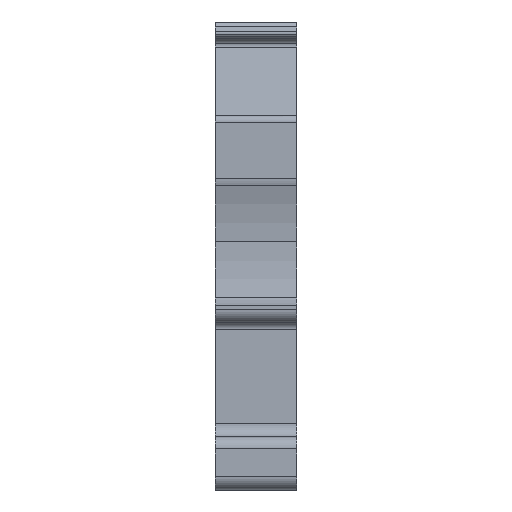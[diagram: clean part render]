
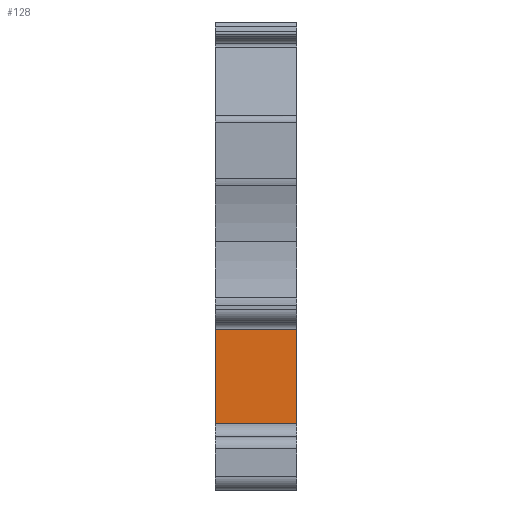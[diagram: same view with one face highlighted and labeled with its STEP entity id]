
A CAD part, front view. The second image highlights one B-rep face of the part: STEP entity #128.
In plain terms, the highlighted planar face has unit normal (0, -1, 0).
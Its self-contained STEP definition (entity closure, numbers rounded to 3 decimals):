
#128=ADVANCED_FACE('',(#406),#407,.T.);
#406=FACE_OUTER_BOUND('',#793,.T.);
#407=PLANE('',#794);
#793=EDGE_LOOP('',(#1873,#1874,#1875,#1876));
#794=AXIS2_PLACEMENT_3D('',#1877,#1878,#1879);
#1873=ORIENTED_EDGE('',*,*,#2880,.T.);
#1874=ORIENTED_EDGE('',*,*,#3055,.F.);
#1875=ORIENTED_EDGE('',*,*,#2753,.F.);
#1876=ORIENTED_EDGE('',*,*,#3054,.F.);
#1877=CARTESIAN_POINT('',(0.5,-43.8,-8.744));
#1878=DIRECTION('',(0.,-1.0,0.));
#1879=DIRECTION('',(1.0,0.0,0.));
#2753=EDGE_CURVE('',#3372,#3374,#3375,.T.);
#2880=EDGE_CURVE('',#3622,#3620,#3623,.T.);
#3054=EDGE_CURVE('',#3622,#3372,#3893,.T.);
#3055=EDGE_CURVE('',#3374,#3620,#3894,.T.);
#3372=VERTEX_POINT('',#4379);
#3374=VERTEX_POINT('',#4381);
#3375=LINE('',#4382,#4383);
#3620=VERTEX_POINT('',#4713);
#3622=VERTEX_POINT('',#4715);
#3623=LINE('',#4716,#4717);
#3893=LINE('',#5191,#5192);
#3894=LINE('',#5193,#5194);
#4379=CARTESIAN_POINT('',(1.0,-43.8,-3.15));
#4381=CARTESIAN_POINT('',(1.0,-43.8,-10.25));
#4382=CARTESIAN_POINT('',(1.0,-43.8,-3.15));
#4383=VECTOR('',#5796,7.1);
#4713=CARTESIAN_POINT('',(-5.15,-43.8,-10.25));
#4715=CARTESIAN_POINT('',(-5.15,-43.8,-3.15));
#4716=CARTESIAN_POINT('',(-5.15,-43.8,-3.15));
#4717=VECTOR('',#6036,7.1);
#5191=CARTESIAN_POINT('',(-5.15,-43.8,-3.15));
#5192=VECTOR('',#6269,6.15);
#5193=CARTESIAN_POINT('',(1.0,-43.8,-10.25));
#5194=VECTOR('',#6270,6.15);
#5796=DIRECTION('',(0.,0.,-1.0));
#6036=DIRECTION('',(0.,0.,-1.0));
#6269=DIRECTION('',(1.0,0.0,0.));
#6270=DIRECTION('',(-1.0,0.0,0.));
